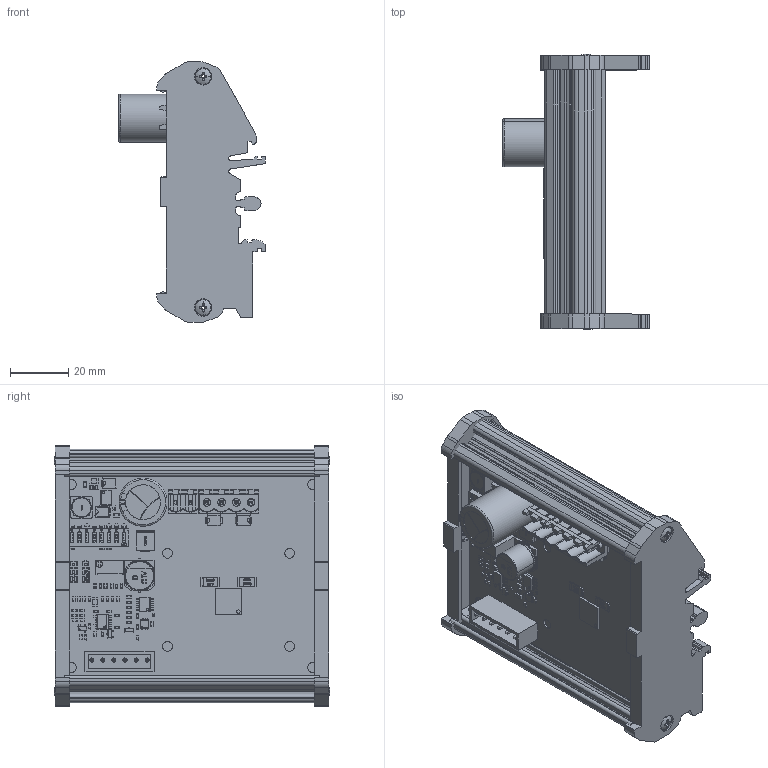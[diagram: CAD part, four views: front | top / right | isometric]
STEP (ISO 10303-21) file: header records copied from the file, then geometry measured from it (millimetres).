
FILE_DESCRIPTION(('FreeCAD Model'),'2;1');
FILE_NAME('Open CASCADE Shape Model','2022-06-02T11:40:38',('Author'),( ''),'Open CASCADE STEP processor 7.5','FreeCAD','Unknown');
FILE_SCHEMA(('AUTOMOTIVE_DESIGN { 1 0 10303 214 1 1 1 1 }'));
Products named in the file (1): SMD ﾃ妥｡ﾃｮﾃｰﾃｪﾃ
Bounding box: 50.47 x 94.71 x 89.61 mm (x, y, z)
Surface area: 51544 mm2 (no closed solid volume)
Topology: 0 solids, 326 shells, 1841 faces, 7774 edges, 6165 vertices
Faces by surface type: plane 1314, cylinder 449, torus 38, cone 16, bspline 16, sphere 8
Entity records: 197565 total; most frequent: CARTESIAN_POINT 74401, DIRECTION 14019, ORIENTED_EDGE 11110, PCURVE 11110, DEFINITIONAL_REPRESENTATION 11110, B_SPLINE_CURVE_WITH_KNOTS 9332, EDGE_CURVE 7770, SURFACE_CURVE 7770
